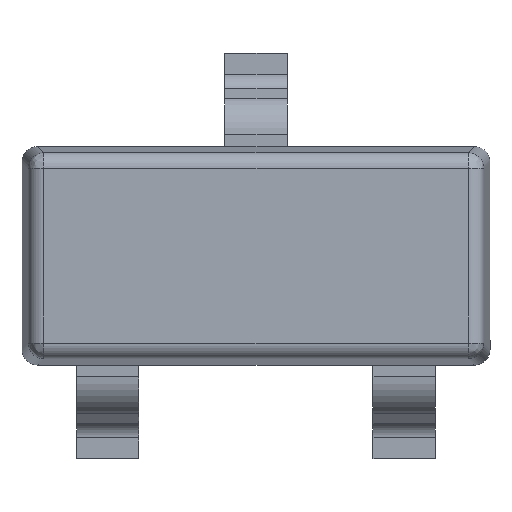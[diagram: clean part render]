
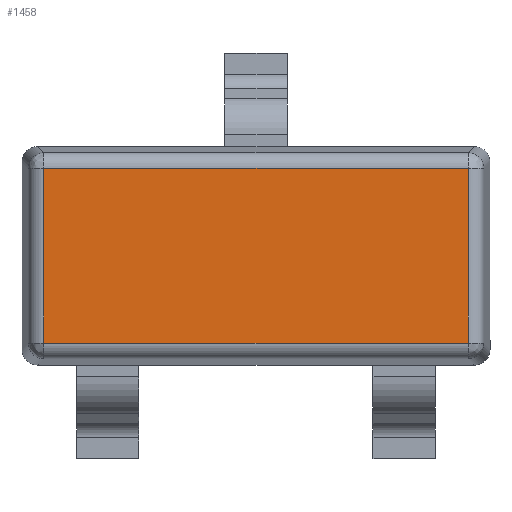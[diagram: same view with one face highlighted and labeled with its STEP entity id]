
A CAD part, top view. The second image highlights one B-rep face of the part: STEP entity #1458.
In plain terms, the highlighted planar face has unit normal (0, 0, 1).
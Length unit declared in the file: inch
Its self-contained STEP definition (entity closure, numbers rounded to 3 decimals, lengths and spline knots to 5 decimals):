
#41 = EDGE_CURVE ( 'NONE', #2152, #470, #145, .T. ) ;
#71 = CARTESIAN_POINT ( 'NONE',  ( 0.09095, 0.02519, 0.04331 ) ) ;
#118 = VECTOR ( 'NONE', #610, 39.37008 ) ;
#145 = LINE ( 'NONE', #2053, #793 ) ;
#289 = LINE ( 'NONE', #670, #839 ) ;
#314 = EDGE_CURVE ( 'NONE', #1148, #2152, #2036, .T. ) ;
#335 = PLANE ( 'NONE',  #1406 ) ;
#470 = VERTEX_POINT ( 'NONE', #71 ) ;
#553 = ORIENTED_EDGE ( 'NONE', *, *, #1184, .F. ) ;
#610 = DIRECTION ( 'NONE',  ( 1., 0., 0. ) ) ;
#628 = ORIENTED_EDGE ( 'NONE', *, *, #314, .F. ) ;
#670 = CARTESIAN_POINT ( 'NONE',  ( -0.01615, 0.08473, 0.04331 ) ) ;
#687 = CARTESIAN_POINT ( 'NONE',  ( 0., 0., 0.04331 ) ) ;
#793 = VECTOR ( 'NONE', #2039, 39.37008 ) ;
#803 = ORIENTED_EDGE ( 'NONE', *, *, #41, .F. ) ;
#839 = VECTOR ( 'NONE', #1032, 39.37008 ) ;
#895 = CARTESIAN_POINT ( 'NONE',  ( -0.01615, 0.0693, 0.04331 ) ) ;
#929 = CARTESIAN_POINT ( 'NONE',  ( -0.03159, 0.02519, 0.04331 ) ) ;
#1032 = DIRECTION ( 'NONE',  ( 0., 1., 0. ) ) ;
#1148 = VERTEX_POINT ( 'NONE', #895 ) ;
#1184 = EDGE_CURVE ( 'NONE', #470, #2317, #1598, .T. ) ;
#1243 = DIRECTION ( 'NONE',  ( 1., 0., 0. ) ) ;
#1275 = DIRECTION ( 'NONE',  ( -1., 0., 0. ) ) ;
#1406 = AXIS2_PLACEMENT_3D ( 'NONE', #687, #1608, #1243 ) ;
#1458 = ADVANCED_FACE ( 'NONE', ( #1600 ), #335, .T. ) ;
#1471 = CARTESIAN_POINT ( 'NONE',  ( 0.09095, 0.0693, 0.04331 ) ) ;
#1474 = CARTESIAN_POINT ( 'NONE',  ( -0.01615, 0.02519, 0.04331 ) ) ;
#1515 = ORIENTED_EDGE ( 'NONE', *, *, #1773, .F. ) ;
#1598 = LINE ( 'NONE', #929, #1931 ) ;
#1600 = FACE_OUTER_BOUND ( 'NONE', #2011, .T. ) ;
#1608 = DIRECTION ( 'NONE',  ( 0., 0., 1. ) ) ;
#1695 = CARTESIAN_POINT ( 'NONE',  ( 0.10639, 0.0693, 0.04331 ) ) ;
#1773 = EDGE_CURVE ( 'NONE', #2317, #1148, #289, .T. ) ;
#1931 = VECTOR ( 'NONE', #1275, 39.37008 ) ;
#2011 = EDGE_LOOP ( 'NONE', ( #628, #1515, #553, #803 ) ) ;
#2036 = LINE ( 'NONE', #1695, #118 ) ;
#2039 = DIRECTION ( 'NONE',  ( 0., -1., 0. ) ) ;
#2053 = CARTESIAN_POINT ( 'NONE',  ( 0.09095, 0.00975, 0.04331 ) ) ;
#2152 = VERTEX_POINT ( 'NONE', #1471 ) ;
#2317 = VERTEX_POINT ( 'NONE', #1474 ) ;
